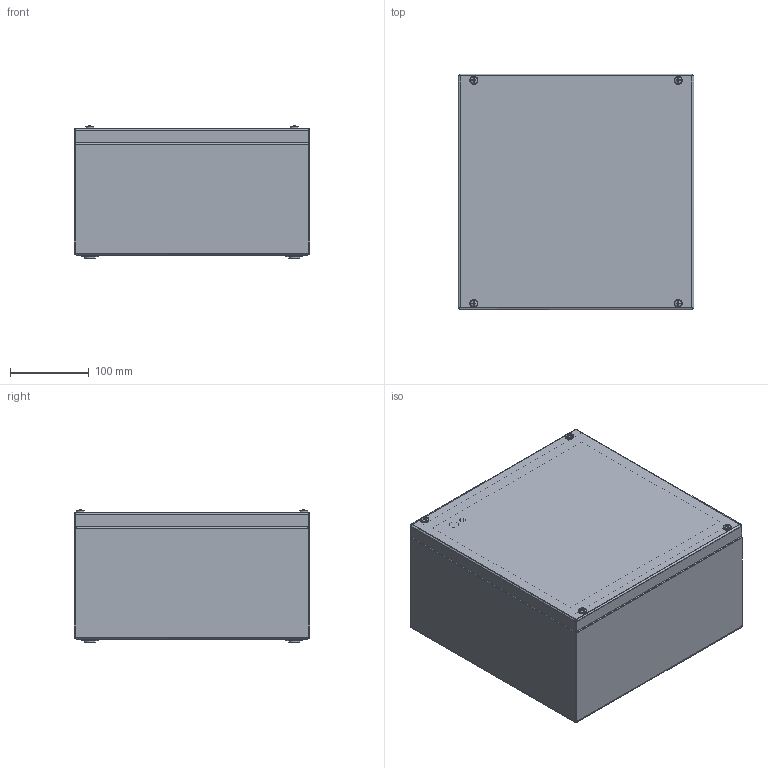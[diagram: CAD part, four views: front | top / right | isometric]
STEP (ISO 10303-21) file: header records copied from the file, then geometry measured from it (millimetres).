
FILE_DESCRIPTION(('FreeCAD Model'),'2;1');
FILE_NAME('300300161.STEP','2026-03-24T12:29:55',('Author'),(''), 'Open CASCADE STEP processor 7.3','FreeCAD','Unknown');
FILE_SCHEMA(('AUTOMOTIVE_DESIGN { 1 0 10303 214 1 1 1 1 }'));
Length unit declared in the file: millimetre
Products named in the file (13): 300300161; 56079; 42020; 86003_Bl.1,028; 42110001; 56108; 42031; 82410_37303012; 41070003; 93344003; 93379; 94753003; 92081001
Assembly tree (26 placements, depth 3):
  300300161
    56079
      42020
      86003_Bl.1,028  x4
      42110001  x2
    56108
      42031
      82410_37303012
      41070003  x4
      93344003  x4
      93379
    94753003  x4
    92081001  x2
Bounding box: 300 x 300 x 168.37 mm (x, y, z)
Volume: 650787.6 mm3; surface area: 899074.7 mm2
Topology: 24 solids, 24 shells, 749 faces, 1636 edges, 982 vertices
Faces by surface type: plane 327, cylinder 250, bspline 80, cone 44, sphere 24, torus 20, revolution 4
Full cylindrical faces by diameter (mm): 4.2 x8, 4.7 x2, 5 x40, 5.9 x4, 6 x1, 7 x12, 8 x10, 8.5 x4, 9 x4, 10 x8, 10.4 x4, 12 x1, 14 x4
Entity records: 16509 total; most frequent: CARTESIAN_POINT 5149, ORIENTED_EDGE 2170, DIRECTION 2052, EDGE_CURVE 1085, AXIS2_PLACEMENT_3D 750, VERTEX_POINT 632, FACE_BOUND 579, EDGE_LOOP 579
